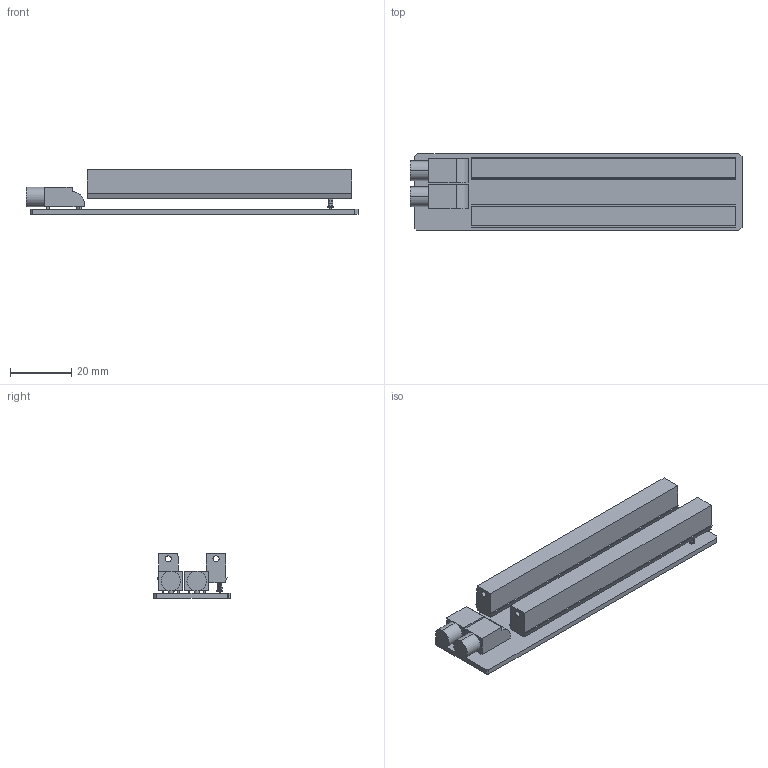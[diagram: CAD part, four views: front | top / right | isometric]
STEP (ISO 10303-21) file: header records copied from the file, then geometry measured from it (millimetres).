
FILE_DESCRIPTION(('Open CASCADE Model'),'2;1');
FILE_NAME('Open CASCADE Shape Model','2016-07-06T20:23:19',('Author'),( 'Open CASCADE'),'Open CASCADE STEP processor 6.5','Open CASCADE 6.5' ,'Unknown');
FILE_SCHEMA(('AUTOMOTIVE_DESIGN { 1 0 10303 214 1 1 1 1 }'));
Length unit declared in the file: millimetre
Products named in the file (15): PCB; Board; J2; mill-max-0908-2-15-20-75-14-11-0; mill-max-0908-2-15-20-75-14-11-0_SPRING; mill-max-0908-2-15-20-75-14-11-0_0963-0_0963-0-00-20-00-00-13-0; mill-max-0908-2-15-20-75-14-11-0_0954-0_0954-0-00-20-00-00-13-0; mill-max-0908-2-15-20-75-14-11-0_SPRING_0975-0-00-00-75-14-45-0; mill-max-0908-2-15-20-75-14-11-0_0918-X_0918-7-00-20-00-00-13-0; wire_connector; J1; J4; Jack_PCB; J3
Assembly tree (18 placements, depth 4):
  PCB
    Board
    J2
      mill-max-0908-2-15-20-75-14-11-0
        mill-max-0908-2-15-20-75-14-11-0_SPRING
      mill-max-0908-2-15-20-75-14-11-0
        mill-max-0908-2-15-20-75-14-11-0_0963-0_0963-0-00-20-00-00-13-0
        mill-max-0908-2-15-20-75-14-11-0_0954-0_0954-0-00-20-00-00-13-0
        mill-max-0908-2-15-20-75-14-11-0_SPRING_0975-0-00-00-75-14-45-0
        mill-max-0908-2-15-20-75-14-11-0_0918-X_0918-7-00-20-00-00-13-0
      wire_connector
    J1
      mill-max-0908-2-15-20-75-14-11-0
        mill-max-0908-2-15-20-75-14-11-0_SPRING
      mill-max-0908-2-15-20-75-14-11-0
        mill-max-0908-2-15-20-75-14-11-0_0963-0_0963-0-00-20-00-00-13-0
        mill-max-0908-2-15-20-75-14-11-0_0954-0_0954-0-00-20-00-00-13-0
        mill-max-0908-2-15-20-75-14-11-0_SPRING_0975-0-00-00-75-14-45-0
        mill-max-0908-2-15-20-75-14-11-0_0918-X_0918-7-00-20-00-00-13-0
      wire_connector
    J4
      Jack_PCB
    J3
      Jack_PCB
Bounding box: 108.6 x 25 x 14.7 mm (x, y, z)
Volume: 15751.1 mm3; surface area: 15176.7 mm2
Topology: 13 solids, 13 shells, 291 faces, 717 edges, 446 vertices
Faces by surface type: plane 117, cylinder 114, cone 36, torus 8, sphere 8, bspline 4, revolution 4
Entity records: 15091 total; most frequent: CARTESIAN_POINT 8181, DIRECTION 1057, ORIENTED_EDGE 718, PCURVE 718, DEFINITIONAL_REPRESENTATION 718, B_SPLINE_CURVE_WITH_KNOTS 449, LINE 379, VECTOR 379
